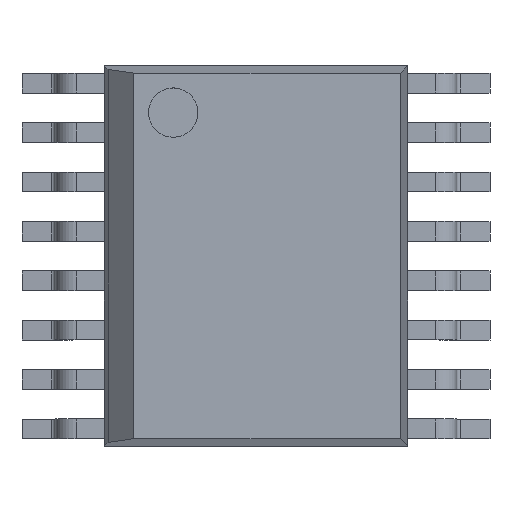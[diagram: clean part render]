
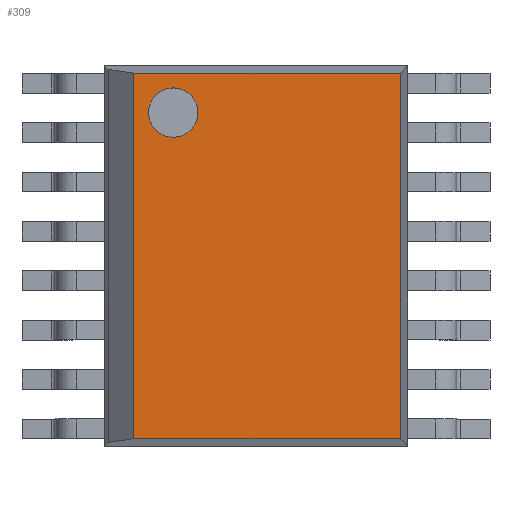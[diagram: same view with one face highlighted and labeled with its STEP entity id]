
A CAD part, top view. The second image highlights one B-rep face of the part: STEP entity #309.
In plain terms, the highlighted face is planar.
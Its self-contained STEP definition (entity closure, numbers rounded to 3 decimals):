
#110 = VERTEX_POINT('',#111);
#111 = CARTESIAN_POINT('',(-1.064,1.727,-1.526));
#117 = EDGE_CURVE('',#118,#110,#120,.T.);
#118 = VERTEX_POINT('',#119);
#119 = CARTESIAN_POINT('',(-1.064,1.727,-2.161));
#120 = CIRCLE('',#121,0.318);
#121 = AXIS2_PLACEMENT_3D('',#122,#123,#124);
#122 = CARTESIAN_POINT('',(-1.064,1.727,-1.843));
#123 = DIRECTION('',(0.,1.,0.));
#124 = DIRECTION('',(0.,-0.,1.));
#309 = ADVANCED_FACE('',(#310,#320),#354,.F.);
#310 = FACE_BOUND('',#311,.T.);
#311 = EDGE_LOOP('',(#312,#319));
#312 = ORIENTED_EDGE('',*,*,#313,.F.);
#313 = EDGE_CURVE('',#110,#118,#314,.T.);
#314 = CIRCLE('',#315,0.318);
#315 = AXIS2_PLACEMENT_3D('',#316,#317,#318);
#316 = CARTESIAN_POINT('',(-1.064,1.727,-1.843));
#317 = DIRECTION('',(0.,1.,0.));
#318 = DIRECTION('',(0.,-0.,1.));
#319 = ORIENTED_EDGE('',*,*,#117,.F.);
#320 = FACE_BOUND('',#321,.T.);
#321 = EDGE_LOOP('',(#322,#332,#340,#348));
#322 = ORIENTED_EDGE('',*,*,#323,.T.);
#323 = EDGE_CURVE('',#324,#326,#328,.T.);
#324 = VERTEX_POINT('',#325);
#325 = CARTESIAN_POINT('',(1.856,1.727,-2.351));
#326 = VERTEX_POINT('',#327);
#327 = CARTESIAN_POINT('',(-1.572,1.727,-2.351));
#328 = LINE('',#329,#330);
#329 = CARTESIAN_POINT('',(-1.949,1.727,-2.351));
#330 = VECTOR('',#331,1.);
#331 = DIRECTION('',(-1.,0.,0.));
#332 = ORIENTED_EDGE('',*,*,#333,.T.);
#333 = EDGE_CURVE('',#326,#334,#336,.T.);
#334 = VERTEX_POINT('',#335);
#335 = CARTESIAN_POINT('',(-1.572,1.727,2.351));
#336 = LINE('',#337,#338);
#337 = CARTESIAN_POINT('',(-1.572,1.727,-2.445));
#338 = VECTOR('',#339,1.);
#339 = DIRECTION('',(-0.,-0.,1.));
#340 = ORIENTED_EDGE('',*,*,#341,.T.);
#341 = EDGE_CURVE('',#334,#342,#344,.T.);
#342 = VERTEX_POINT('',#343);
#343 = CARTESIAN_POINT('',(1.856,1.727,2.351));
#344 = LINE('',#345,#346);
#345 = CARTESIAN_POINT('',(1.949,1.727,2.351));
#346 = VECTOR('',#347,1.);
#347 = DIRECTION('',(1.,0.,-0.));
#348 = ORIENTED_EDGE('',*,*,#349,.T.);
#349 = EDGE_CURVE('',#342,#324,#350,.T.);
#350 = LINE('',#351,#352);
#351 = CARTESIAN_POINT('',(1.856,1.727,-2.445));
#352 = VECTOR('',#353,1.);
#353 = DIRECTION('',(0.,0.,-1.));
#354 = PLANE('',#355);
#355 = AXIS2_PLACEMENT_3D('',#356,#357,#358);
#356 = CARTESIAN_POINT('',(0.,1.727,0.));
#357 = DIRECTION('',(0.,-1.,0.));
#358 = DIRECTION('',(0.,-0.,-1.));
